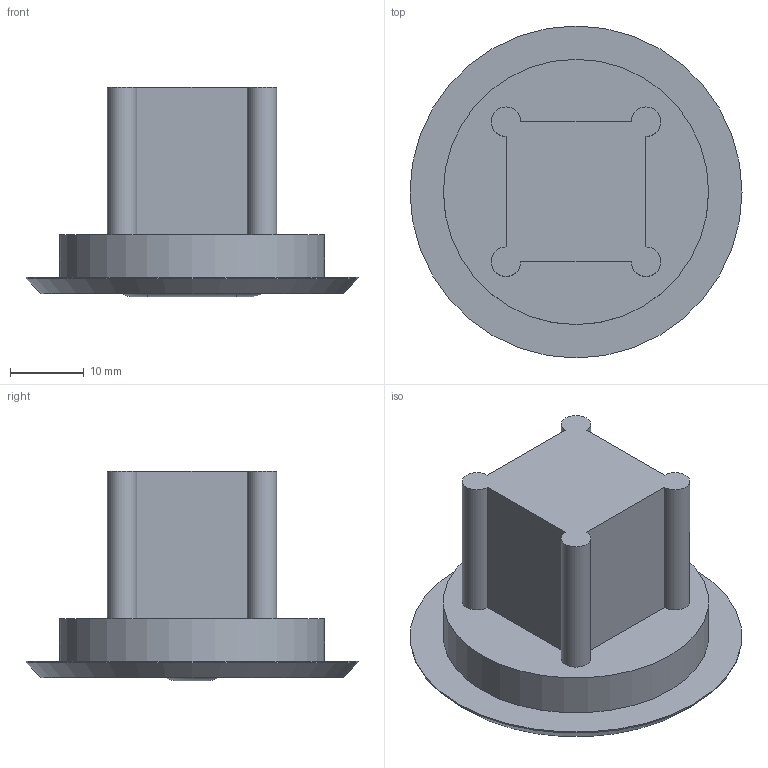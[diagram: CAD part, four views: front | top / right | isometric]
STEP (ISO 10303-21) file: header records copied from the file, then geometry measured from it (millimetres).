
FILE_DESCRIPTION(/* description */ ('Unknown'),/* implementation_level */ '2;1');
FILE_NAME(/* name */ 'SN 9024.1-03 ALB LED RD',/* time_stamp */ '2023-10-30T09:52:00+01:00',/* author */ ('Unknown'),/* organization */ ('Unknown'),/* preprocessor_version */ 'ST-DEVELOPER v18.102',/* originating_system */ 'Solid Edge',/* authorisation */ 'Unknown');
FILE_SCHEMA (('AUTOMOTIVE_DESIGN {1 0 10303 214 3 1 1}'));
Length unit declared in the file: millimetre
Products named in the file (1): SN 9024.1-03 ALB LED RD (102476557)
Bounding box: 45.06 x 45.06 x 28.44 mm (x, y, z)
Volume: 16069.1 mm3; surface area: 6054.5 mm2
Topology: 1 solids, 1 shells, 22 faces, 48 edges, 32 vertices
Faces by surface type: plane 10, cylinder 7, cone 3, torus 2
Full cylindrical faces by diameter (mm): 36 x1
Entity records: 616 total; most frequent: DIRECTION 112, CARTESIAN_POINT 97, ORIENTED_EDGE 86, AXIS2_PLACEMENT_3D 46, EDGE_CURVE 43, VERTEX_POINT 31, EDGE_LOOP 30, FACE_BOUND 30
